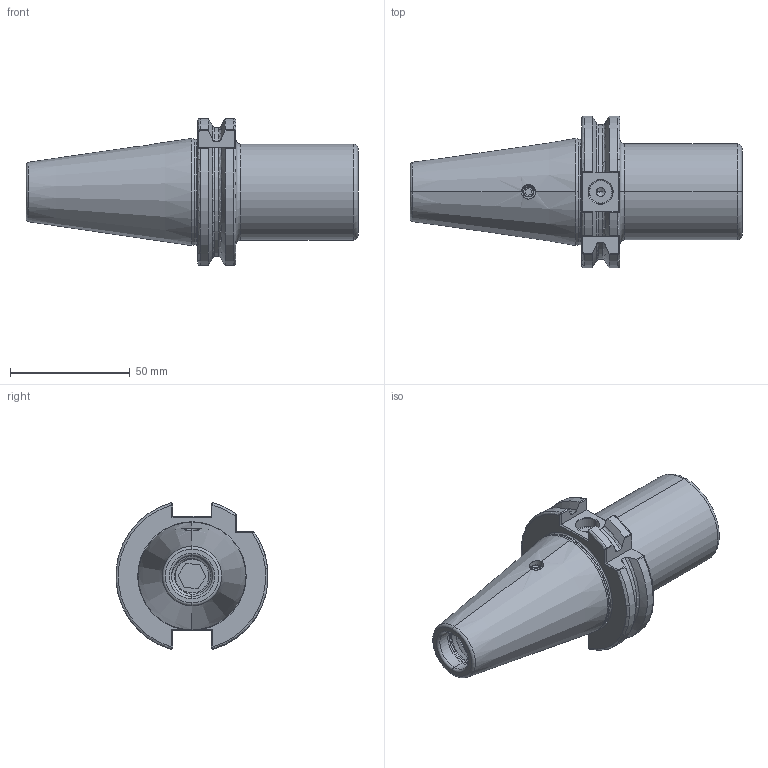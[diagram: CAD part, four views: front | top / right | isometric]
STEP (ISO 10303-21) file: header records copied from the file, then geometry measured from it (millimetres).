
FILE_DESCRIPTION (( 'STEP AP203' ), '1' );
FILE_NAME ('402.08.03.STEP', '2016-07-16T07:48:47', ( '' ), ( '' ), 'SwSTEP 2.0', 'SolidWorks 2012', '' );
FILE_SCHEMA (( 'CONFIG_CONTROL_DESIGN' ));
Products named in the file (5): 2-01150002C1_M5xP0.8-6L; 402.08.03; 2-41371003AF_M20xP1.5_10L; 102.08.03_M12xP1.75-35L
Assembly tree (4 placements, depth 2):
  402.08.03
    402.08.03
    102.08.03_M12xP1.75-35L
    2-41371003AF_M20xP1.5_10L
    2-01150002C1_M5xP0.8-6L
Bounding box: 138.4 x 63.34 x 61.24 mm (x, y, z)
Volume: 138728.1 mm3; surface area: 38034.7 mm2
Topology: 4 solids, 4 shells, 409 faces, 1107 edges, 701 vertices
Faces by surface type: cylinder 174, plane 78, bspline 63, cone 56, torus 38
Entity records: 51639 total; most frequent: CARTESIAN_POINT 42388, ORIENTED_EDGE 2190, DIRECTION 1438, EDGE_CURVE 1095, VERTEX_POINT 701, AXIS2_PLACEMENT_3D 549, EDGE_LOOP 424, FACE_OUTER_BOUND 409
